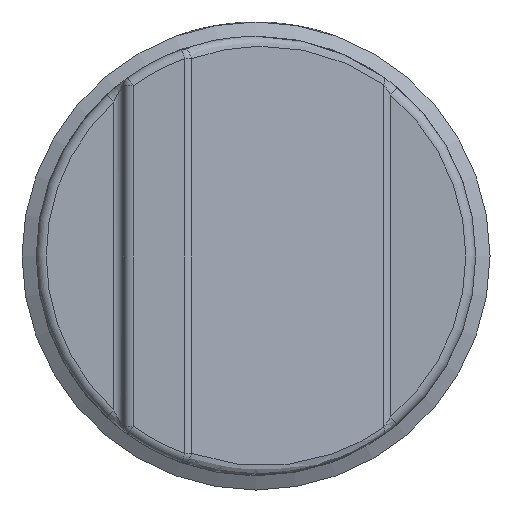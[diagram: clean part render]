
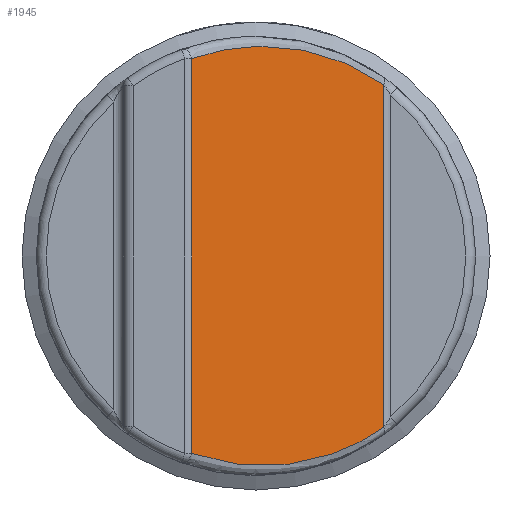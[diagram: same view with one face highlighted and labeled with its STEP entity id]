
A CAD part, front view. The second image highlights one B-rep face of the part: STEP entity #1945.
In plain terms, the highlighted planar face has unit normal (0.682, -0.731, 0).
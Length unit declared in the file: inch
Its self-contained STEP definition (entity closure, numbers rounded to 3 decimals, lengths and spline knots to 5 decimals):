
#29 = EDGE_CURVE ( 'NONE', #2049, #4011, #3553, .T. ) ;
#53 = CARTESIAN_POINT ( 'NONE',  ( 0.04757, 0.18879, 3.57456 ) ) ;
#145 = EDGE_CURVE ( 'NONE', #4011, #1683, #858, .T. ) ;
#716 = CARTESIAN_POINT ( 'NONE',  ( 0.33866, 0.46023, 3.54315 ) ) ;
#858 =( BOUNDED_CURVE ( )  B_SPLINE_CURVE ( 3, ( #3970, #4014, #5432, #1093 ),
 .UNSPECIFIED., .F., .F. ) 
 B_SPLINE_CURVE_WITH_KNOTS ( ( 4, 4 ),
 ( 0.95568, 1.91683 ),
 .UNSPECIFIED. ) 
 CURVE ( )  GEOMETRIC_REPRESENTATION_ITEM ( )  RATIONAL_B_SPLINE_CURVE ( ( 1., 0.924, 0.924, 1. ) ) 
 REPRESENTATION_ITEM ( '' )  );
#878 = LINE ( 'NONE', #3376, #3267 ) ;
#1093 = CARTESIAN_POINT ( 'NONE',  ( 0.04757, 0.18879, 3.57456 ) ) ;
#1102 = EDGE_CURVE ( 'NONE', #1683, #2379, #878, .T. ) ;
#1266 = EDGE_CURVE ( 'NONE', #2379, #2049, #1398, .T. ) ;
#1398 =( BOUNDED_CURVE ( )  B_SPLINE_CURVE ( 3, ( #5728, #3290, #4250, #3795 ),
 .UNSPECIFIED., .F., .T. ) 
 B_SPLINE_CURVE_WITH_KNOTS ( ( 4, 4 ),
 ( 4.36635, 5.3275 ),
 .UNSPECIFIED. ) 
 CURVE ( )  GEOMETRIC_REPRESENTATION_ITEM ( )  RATIONAL_B_SPLINE_CURVE ( ( 1., 0.924, 0.924, 1. ) ) 
 REPRESENTATION_ITEM ( '' )  );
#1608 = ORIENTED_EDGE ( 'NONE', *, *, #145, .T. ) ;
#1683 = VERTEX_POINT ( 'NONE', #53 ) ;
#1914 = EDGE_LOOP ( 'NONE', ( #1608, #2348, #5618, #4935 ) ) ;
#1945 = ADVANCED_FACE ( 'NONE', ( #4251 ), #3637, .F. ) ;
#2019 = CARTESIAN_POINT ( 'NONE',  ( 0.33866, 0.46023, 3.53516 ) ) ;
#2049 = VERTEX_POINT ( 'NONE', #3857 ) ;
#2169 = DIRECTION ( 'NONE',  ( -0.682, 0.731, 0. ) ) ;
#2348 = ORIENTED_EDGE ( 'NONE', *, *, #1102, .T. ) ;
#2379 = VERTEX_POINT ( 'NONE', #4129 ) ;
#2541 = VECTOR ( 'NONE', #3540, 39.37008 ) ;
#2628 = DIRECTION ( 'NONE',  ( -0.731, -0.682, 0. ) ) ;
#3267 = VECTOR ( 'NONE', #5897, 39.37008 ) ;
#3290 = CARTESIAN_POINT ( 'NONE',  ( 0.1472, 0.28169, 2.9409 ) ) ;
#3376 = CARTESIAN_POINT ( 'NONE',  ( 0.04757, 0.18879, 2.92136 ) ) ;
#3540 = DIRECTION ( 'NONE',  ( 0., 0., 1. ) ) ;
#3553 = LINE ( 'NONE', #716, #2541 ) ;
#3637 = PLANE ( 'NONE',  #5449 ) ;
#3795 = CARTESIAN_POINT ( 'NONE',  ( 0.33866, 0.46023, 3.01622 ) ) ;
#3857 = CARTESIAN_POINT ( 'NONE',  ( 0.33866, 0.46023, 3.01622 ) ) ;
#3970 = CARTESIAN_POINT ( 'NONE',  ( 0.33866, 0.46023, 3.53516 ) ) ;
#4011 = VERTEX_POINT ( 'NONE', #2019 ) ;
#4014 = CARTESIAN_POINT ( 'NONE',  ( 0.25216, 0.37956, 3.59628 ) ) ;
#4129 = CARTESIAN_POINT ( 'NONE',  ( 0.04757, 0.18879, 2.97683 ) ) ;
#4250 = CARTESIAN_POINT ( 'NONE',  ( 0.25216, 0.37956, 2.95511 ) ) ;
#4251 = FACE_OUTER_BOUND ( 'NONE', #1914, .T. ) ;
#4595 = CARTESIAN_POINT ( 'NONE',  ( 0.34298, 0.46426, 2.92136 ) ) ;
#4935 = ORIENTED_EDGE ( 'NONE', *, *, #29, .T. ) ;
#5432 = CARTESIAN_POINT ( 'NONE',  ( 0.1472, 0.28169, 3.61048 ) ) ;
#5449 = AXIS2_PLACEMENT_3D ( 'NONE', #4595, #2169, #2628 ) ;
#5618 = ORIENTED_EDGE ( 'NONE', *, *, #1266, .T. ) ;
#5728 = CARTESIAN_POINT ( 'NONE',  ( 0.04757, 0.18879, 2.97683 ) ) ;
#5897 = DIRECTION ( 'NONE',  ( 0., 0., -1. ) ) ;
